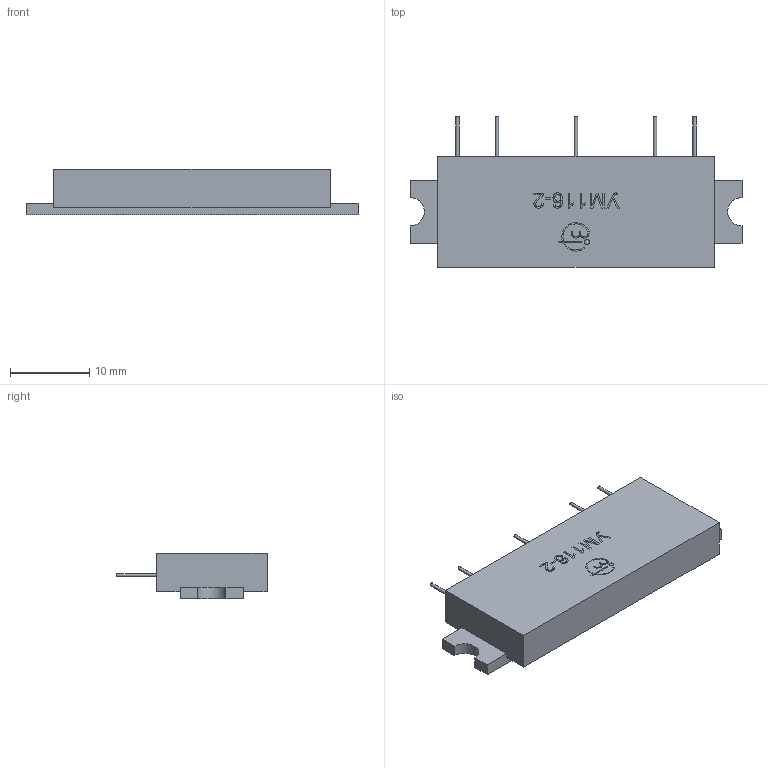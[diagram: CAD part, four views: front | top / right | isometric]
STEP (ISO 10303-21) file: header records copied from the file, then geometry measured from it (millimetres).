
FILE_DESCRIPTION(('STEP AP242'), '1');
FILE_NAME('Êîðïóñ Ê-1À', '', ('UNSPECIFIED'), ('UNSPECIFIED'), 'C3D Converter', 'C3D Toolkit', '');
FILE_SCHEMA(('AP242_MANAGED_MODEL_BASED_3D_ENGINEERING_MIM_LF { 1 0 10303 442 1 1 4 }'));
Length unit declared in the file: millimetre
Bounding box: 42 x 19 x 5.8 mm (x, y, z)
Volume: 2724.9 mm3; surface area: 1687.9 mm2
Topology: 1 solids, 1 shells, 164 faces, 441 edges, 294 vertices
Faces by surface type: plane 81, extrusion 61, cylinder 22
Full cylindrical faces by diameter (mm): 0.4 x5, 0.6 x1
Entity records: 6508 total; most frequent: CARTESIAN_POINT 1260, ORIENTED_EDGE 870, DIRECTION 626, EDGE_CURVE 435, VECTOR 330, VERTEX_POINT 294, LINE 269, EDGE_LOOP 185
